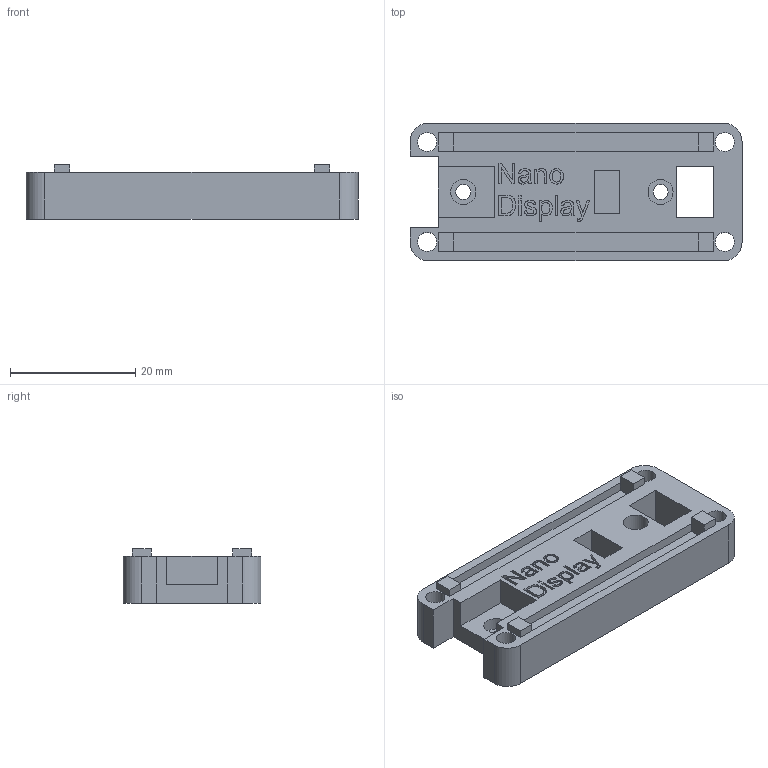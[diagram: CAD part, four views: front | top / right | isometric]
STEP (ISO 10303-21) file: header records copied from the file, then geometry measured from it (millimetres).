
FILE_DESCRIPTION(/* description */ (''),/* implementation_level */ '2;1');
FILE_NAME(/* name */ 'nano-display-mount.step',/* time_stamp */ '2023-02-19T13:58:48-08:00',/* author */ (''),/* organization */ (''),/* preprocessor_version */ 'ST-DEVELOPER v19.2',/* originating_system */ 'Autodesk Translation Framework v11.17.0.187',/* authorisation */ '');
FILE_SCHEMA (('AUTOMOTIVE_DESIGN { 1 0 10303 214 3 1 1 }'));
Length unit declared in the file: millimetre
Products named in the file (1): Voron Nano Display Mount
Bounding box: 53 x 22 x 8.75 mm (x, y, z)
Volume: 6828.3 mm3; surface area: 4375.7 mm2
Topology: 1 solids, 1 shells, 307 faces, 841 edges, 558 vertices
Faces by surface type: bspline 169, plane 126, cylinder 12
Full cylindrical faces by diameter (mm): 2.4 x2, 3.05 x4, 4 x2
Entity records: 11286 total; most frequent: CARTESIAN_POINT 4580, ORIENTED_EDGE 1682, EDGE_CURVE 841, DIRECTION 805, VERTEX_POINT 558, LINE 479, VECTOR 479, EDGE_LOOP 343
